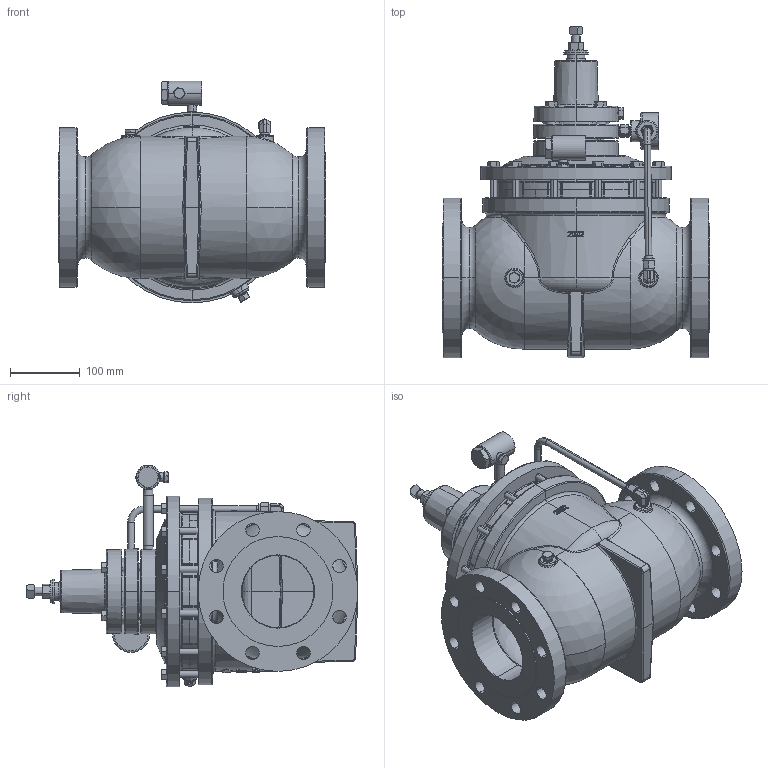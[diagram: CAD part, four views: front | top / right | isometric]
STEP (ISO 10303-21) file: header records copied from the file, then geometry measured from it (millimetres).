
FILE_DESCRIPTION (( 'STEP AP203' ), '1' );
FILE_NAME ('4 INCH 418 FGT LBP-D (AET).STEP', '2017-06-27T18:28:01', ( '' ), ( '' ), 'SwSTEP 2.0', 'SolidWorks 2016', '' );
FILE_SCHEMA (( 'CONFIG_CONTROL_DESIGN' ));
Products named in the file (1): 4 INCH 418 FGT LBP-D (AET)
Bounding box: 382.59 x 474.56 x 317.36 mm (x, y, z)
Volume: 10485617.1 mm3; surface area: 976941.6 mm2
Topology: 1 solids, 3 shells, 3912 faces, 9852 edges, 6197 vertices
Faces by surface type: plane 1604, bspline 1140, cylinder 555, cone 354, torus 166, sphere 93
Entity records: 172829 total; most frequent: CARTESIAN_POINT 88408, ORIENTED_EDGE 19600, DIRECTION 14275, EDGE_CURVE 9800, VERTEX_POINT 6192, AXIS2_PLACEMENT_3D 5027, EDGE_LOOP 4276, VECTOR 4221
